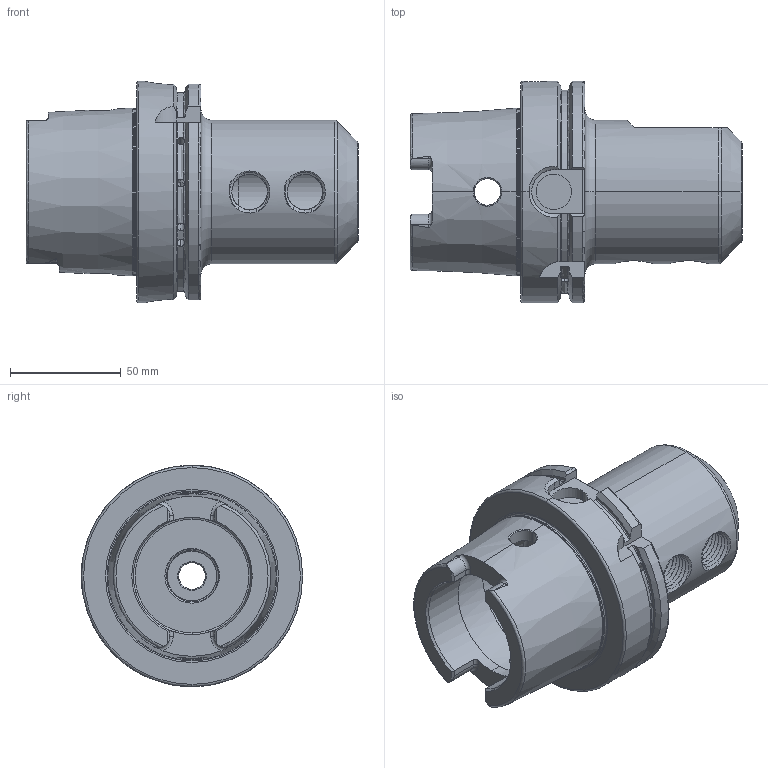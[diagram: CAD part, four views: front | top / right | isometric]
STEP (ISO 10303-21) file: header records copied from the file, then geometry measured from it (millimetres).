
FILE_DESCRIPTION (( 'STEP AP203' ), '1' );
FILE_NAME ('A100.04.25.STEP', '2016-10-06T08:29:08', ( '' ), ( '' ), 'SwSTEP 2.0', 'SolidWorks 2012', '' );
FILE_SCHEMA (( 'CONFIG_CONTROL_DESIGN' ));
Products named in the file (1): A100.04.25
Bounding box: 150 x 100 x 100 mm (x, y, z)
Volume: 434052.5 mm3; surface area: 72521.8 mm2
Topology: 1 solids, 1 shells, 288 faces, 799 edges, 509 vertices
Faces by surface type: cylinder 123, plane 50, bspline 43, torus 38, cone 34
Entity records: 43453 total; most frequent: CARTESIAN_POINT 36938, ORIENTED_EDGE 1578, DIRECTION 1081, EDGE_CURVE 789, VERTEX_POINT 509, AXIS2_PLACEMENT_3D 437, EDGE_LOOP 304, FACE_OUTER_BOUND 288
